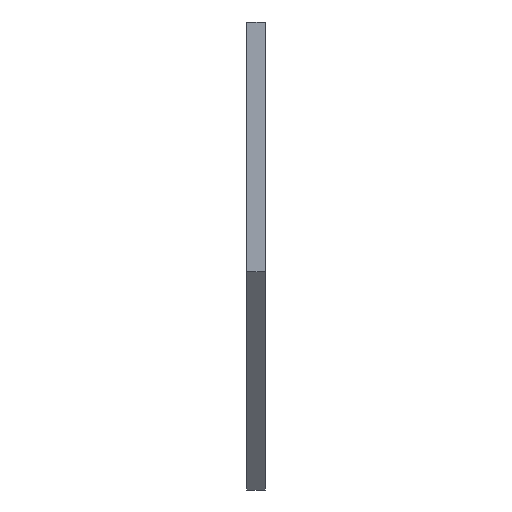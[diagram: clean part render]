
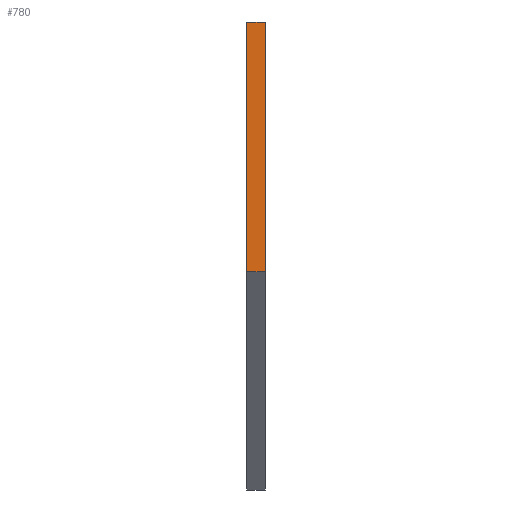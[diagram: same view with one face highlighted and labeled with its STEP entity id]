
A CAD part, left-side view. The second image highlights one B-rep face of the part: STEP entity #780.
In plain terms, the highlighted planar face has unit normal (-1, 0, 0).
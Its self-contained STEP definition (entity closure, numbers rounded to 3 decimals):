
#108 = CARTESIAN_POINT ( 'NONE',  ( -48.5, -3., -20. ) ) ;
#136 = DIRECTION ( 'NONE',  ( 0., 1., 0. ) ) ;
#162 = DIRECTION ( 'NONE',  ( 0., 1., 0. ) ) ;
#245 = AXIS2_PLACEMENT_3D ( 'NONE', #1970, #2172, #998 ) ;
#250 = VECTOR ( 'NONE', #704, 1000. ) ;
#366 = ORIENTED_EDGE ( 'NONE', *, *, #2014, .F. ) ;
#406 = EDGE_LOOP ( 'NONE', ( #366, #1086, #1307, #773 ) ) ;
#477 = VECTOR ( 'NONE', #162, 1000. ) ;
#582 = PLANE ( 'NONE',  #245 ) ;
#644 = CARTESIAN_POINT ( 'NONE',  ( -48.5, -3., -20. ) ) ;
#704 = DIRECTION ( 'NONE',  ( 0., 0., 1. ) ) ;
#744 = CARTESIAN_POINT ( 'NONE',  ( -48.5, -3., 20. ) ) ;
#773 = ORIENTED_EDGE ( 'NONE', *, *, #2164, .T. ) ;
#780 = ADVANCED_FACE ( 'NONE', ( #1234 ), #582, .T. ) ;
#872 = CARTESIAN_POINT ( 'NONE',  ( -48.5, 0., 20. ) ) ;
#908 = CARTESIAN_POINT ( 'NONE',  ( -48.5, 0., -20. ) ) ;
#928 = VERTEX_POINT ( 'NONE', #1435 ) ;
#993 = VECTOR ( 'NONE', #1770, 1000. ) ;
#995 = LINE ( 'NONE', #744, #1465 ) ;
#998 = DIRECTION ( 'NONE',  ( 0., 0., 1. ) ) ;
#1003 = CARTESIAN_POINT ( 'NONE',  ( -48.5, -3., 20. ) ) ;
#1005 = VERTEX_POINT ( 'NONE', #1003 ) ;
#1086 = ORIENTED_EDGE ( 'NONE', *, *, #1708, .F. ) ;
#1129 = VERTEX_POINT ( 'NONE', #872 ) ;
#1234 = FACE_OUTER_BOUND ( 'NONE', #406, .T. ) ;
#1307 = ORIENTED_EDGE ( 'NONE', *, *, #1495, .T. ) ;
#1318 = VERTEX_POINT ( 'NONE', #108 ) ;
#1435 = CARTESIAN_POINT ( 'NONE',  ( -48.5, 0., -20. ) ) ;
#1465 = VECTOR ( 'NONE', #136, 1000. ) ;
#1495 = EDGE_CURVE ( 'NONE', #1318, #1005, #1522, .T. ) ;
#1522 = LINE ( 'NONE', #2548, #993 ) ;
#1548 = LINE ( 'NONE', #644, #477 ) ;
#1708 = EDGE_CURVE ( 'NONE', #1318, #928, #1548, .T. ) ;
#1770 = DIRECTION ( 'NONE',  ( 0., 0., 1. ) ) ;
#1790 = LINE ( 'NONE', #908, #250 ) ;
#1970 = CARTESIAN_POINT ( 'NONE',  ( -48.5, -3., -20. ) ) ;
#2014 = EDGE_CURVE ( 'NONE', #928, #1129, #1790, .T. ) ;
#2164 = EDGE_CURVE ( 'NONE', #1005, #1129, #995, .T. ) ;
#2172 = DIRECTION ( 'NONE',  ( -1., 0., 0. ) ) ;
#2548 = CARTESIAN_POINT ( 'NONE',  ( -48.5, -3., -20. ) ) ;
